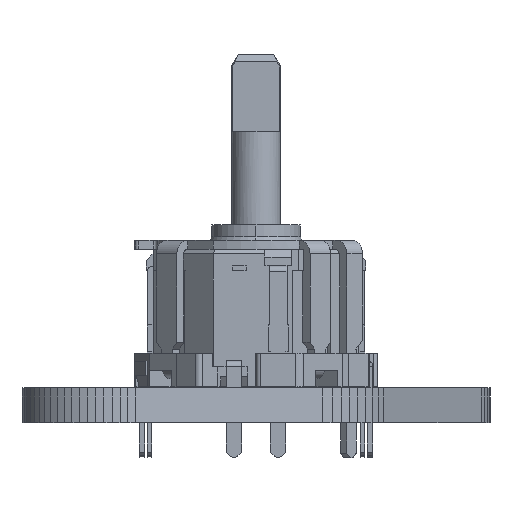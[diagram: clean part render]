
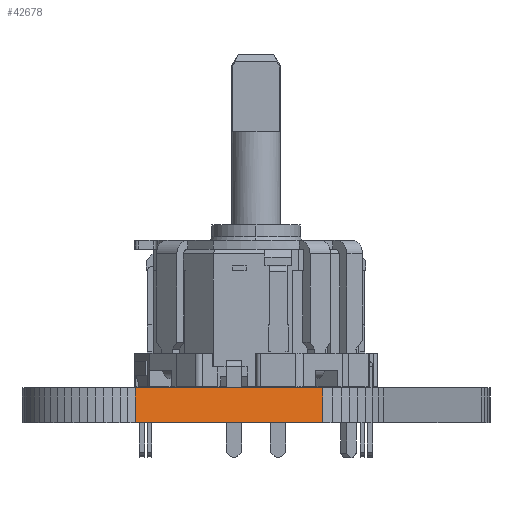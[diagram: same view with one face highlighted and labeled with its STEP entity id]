
A CAD part, left-side view. The second image highlights one B-rep face of the part: STEP entity #42678.
In plain terms, the highlighted planar face has unit normal (-0.887, -0.462, 0).
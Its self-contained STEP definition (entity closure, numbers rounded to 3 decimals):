
#37342 = PLANE('',#37343);
#37343 = AXIS2_PLACEMENT_3D('',#37344,#37345,#37346);
#37344 = CARTESIAN_POINT('',(38.964,-32.5,1.58));
#37345 = DIRECTION('',(-0.,-0.,-1.));
#37346 = DIRECTION('',(-1.,0.,0.));
#37396 = PLANE('',#37397);
#37397 = AXIS2_PLACEMENT_3D('',#37398,#37399,#37400);
#37398 = CARTESIAN_POINT('',(38.964,-32.5,0.));
#37399 = DIRECTION('',(-0.,-0.,-1.));
#37400 = DIRECTION('',(-1.,0.,0.));
#38793 = VERTEX_POINT('',#38794);
#38794 = CARTESIAN_POINT('',(33.201,-35.506,0.));
#38808 = PLANE('',#38809);
#38809 = AXIS2_PLACEMENT_3D('',#38810,#38811,#38812);
#38810 = CARTESIAN_POINT('',(33.447,-35.935,0.));
#38811 = DIRECTION('',(-0.868,-0.496,0.));
#38812 = DIRECTION('',(-0.496,0.868,0.));
#38820 = EDGE_CURVE('',#38793,#38821,#38823,.T.);
#38821 = VERTEX_POINT('',#38822);
#38822 = CARTESIAN_POINT('',(28.79,-27.047,0.));
#38823 = SURFACE_CURVE('',#38824,(#38828,#38835),.PCURVE_S1.);
#38824 = LINE('',#38825,#38826);
#38825 = CARTESIAN_POINT('',(33.201,-35.506,0.));
#38826 = VECTOR('',#38827,1.);
#38827 = DIRECTION('',(-0.462,0.887,0.));
#38828 = PCURVE('',#37396,#38829);
#38829 = DEFINITIONAL_REPRESENTATION('',(#38830),#38834);
#38830 = LINE('',#38831,#38832);
#38831 = CARTESIAN_POINT('',(5.763,-3.006));
#38832 = VECTOR('',#38833,1.);
#38833 = DIRECTION('',(0.462,0.887));
#38834 = ( GEOMETRIC_REPRESENTATION_CONTEXT(2) 
PARAMETRIC_REPRESENTATION_CONTEXT() REPRESENTATION_CONTEXT('2D SPACE',''
  ) );
#38835 = PCURVE('',#38836,#38841);
#38836 = PLANE('',#38837);
#38837 = AXIS2_PLACEMENT_3D('',#38838,#38839,#38840);
#38838 = CARTESIAN_POINT('',(33.201,-35.506,0.));
#38839 = DIRECTION('',(-0.887,-0.462,0.));
#38840 = DIRECTION('',(-0.462,0.887,0.));
#38841 = DEFINITIONAL_REPRESENTATION('',(#38842),#38846);
#38842 = LINE('',#38843,#38844);
#38843 = CARTESIAN_POINT('',(0.,0.));
#38844 = VECTOR('',#38845,1.);
#38845 = DIRECTION('',(1.,0.));
#38846 = ( GEOMETRIC_REPRESENTATION_CONTEXT(2) 
PARAMETRIC_REPRESENTATION_CONTEXT() REPRESENTATION_CONTEXT('2D SPACE',''
  ) );
#38864 = PLANE('',#38865);
#38865 = AXIS2_PLACEMENT_3D('',#38866,#38867,#38868);
#38866 = CARTESIAN_POINT('',(28.79,-27.047,0.));
#38867 = DIRECTION('',(-0.91,-0.415,0.));
#38868 = DIRECTION('',(-0.415,0.91,0.));
#40812 = VERTEX_POINT('',#40813);
#40813 = CARTESIAN_POINT('',(33.201,-35.506,1.58));
#40834 = EDGE_CURVE('',#40812,#40835,#40837,.T.);
#40835 = VERTEX_POINT('',#40836);
#40836 = CARTESIAN_POINT('',(28.79,-27.047,1.58));
#40837 = SURFACE_CURVE('',#40838,(#40842,#40849),.PCURVE_S1.);
#40838 = LINE('',#40839,#40840);
#40839 = CARTESIAN_POINT('',(33.201,-35.506,1.58));
#40840 = VECTOR('',#40841,1.);
#40841 = DIRECTION('',(-0.462,0.887,0.));
#40842 = PCURVE('',#37342,#40843);
#40843 = DEFINITIONAL_REPRESENTATION('',(#40844),#40848);
#40844 = LINE('',#40845,#40846);
#40845 = CARTESIAN_POINT('',(5.763,-3.006));
#40846 = VECTOR('',#40847,1.);
#40847 = DIRECTION('',(0.462,0.887));
#40848 = ( GEOMETRIC_REPRESENTATION_CONTEXT(2) 
PARAMETRIC_REPRESENTATION_CONTEXT() REPRESENTATION_CONTEXT('2D SPACE',''
  ) );
#40849 = PCURVE('',#38836,#40850);
#40850 = DEFINITIONAL_REPRESENTATION('',(#40851),#40855);
#40851 = LINE('',#40852,#40853);
#40852 = CARTESIAN_POINT('',(0.,-1.58));
#40853 = VECTOR('',#40854,1.);
#40854 = DIRECTION('',(1.,0.));
#40855 = ( GEOMETRIC_REPRESENTATION_CONTEXT(2) 
PARAMETRIC_REPRESENTATION_CONTEXT() REPRESENTATION_CONTEXT('2D SPACE',''
  ) );
#42628 = EDGE_CURVE('',#38821,#40835,#42629,.T.);
#42629 = SURFACE_CURVE('',#42630,(#42634,#42641),.PCURVE_S1.);
#42630 = LINE('',#42631,#42632);
#42631 = CARTESIAN_POINT('',(28.79,-27.047,0.));
#42632 = VECTOR('',#42633,1.);
#42633 = DIRECTION('',(0.,0.,1.));
#42634 = PCURVE('',#38864,#42635);
#42635 = DEFINITIONAL_REPRESENTATION('',(#42636),#42640);
#42636 = LINE('',#42637,#42638);
#42637 = CARTESIAN_POINT('',(0.,0.));
#42638 = VECTOR('',#42639,1.);
#42639 = DIRECTION('',(0.,-1.));
#42640 = ( GEOMETRIC_REPRESENTATION_CONTEXT(2) 
PARAMETRIC_REPRESENTATION_CONTEXT() REPRESENTATION_CONTEXT('2D SPACE',''
  ) );
#42641 = PCURVE('',#38836,#42642);
#42642 = DEFINITIONAL_REPRESENTATION('',(#42643),#42647);
#42643 = LINE('',#42644,#42645);
#42644 = CARTESIAN_POINT('',(9.539,0.));
#42645 = VECTOR('',#42646,1.);
#42646 = DIRECTION('',(0.,-1.));
#42647 = ( GEOMETRIC_REPRESENTATION_CONTEXT(2) 
PARAMETRIC_REPRESENTATION_CONTEXT() REPRESENTATION_CONTEXT('2D SPACE',''
  ) );
#42678 = ADVANCED_FACE('',(#42679),#38836,.T.);
#42679 = FACE_BOUND('',#42680,.T.);
#42680 = EDGE_LOOP('',(#42681,#42702,#42703,#42704));
#42681 = ORIENTED_EDGE('',*,*,#42682,.T.);
#42682 = EDGE_CURVE('',#38793,#40812,#42683,.T.);
#42683 = SURFACE_CURVE('',#42684,(#42688,#42695),.PCURVE_S1.);
#42684 = LINE('',#42685,#42686);
#42685 = CARTESIAN_POINT('',(33.201,-35.506,0.));
#42686 = VECTOR('',#42687,1.);
#42687 = DIRECTION('',(0.,0.,1.));
#42688 = PCURVE('',#38836,#42689);
#42689 = DEFINITIONAL_REPRESENTATION('',(#42690),#42694);
#42690 = LINE('',#42691,#42692);
#42691 = CARTESIAN_POINT('',(0.,0.));
#42692 = VECTOR('',#42693,1.);
#42693 = DIRECTION('',(0.,-1.));
#42694 = ( GEOMETRIC_REPRESENTATION_CONTEXT(2) 
PARAMETRIC_REPRESENTATION_CONTEXT() REPRESENTATION_CONTEXT('2D SPACE',''
  ) );
#42695 = PCURVE('',#38808,#42696);
#42696 = DEFINITIONAL_REPRESENTATION('',(#42697),#42701);
#42697 = LINE('',#42698,#42699);
#42698 = CARTESIAN_POINT('',(0.495,0.));
#42699 = VECTOR('',#42700,1.);
#42700 = DIRECTION('',(0.,-1.));
#42701 = ( GEOMETRIC_REPRESENTATION_CONTEXT(2) 
PARAMETRIC_REPRESENTATION_CONTEXT() REPRESENTATION_CONTEXT('2D SPACE',''
  ) );
#42702 = ORIENTED_EDGE('',*,*,#40834,.T.);
#42703 = ORIENTED_EDGE('',*,*,#42628,.F.);
#42704 = ORIENTED_EDGE('',*,*,#38820,.F.);
